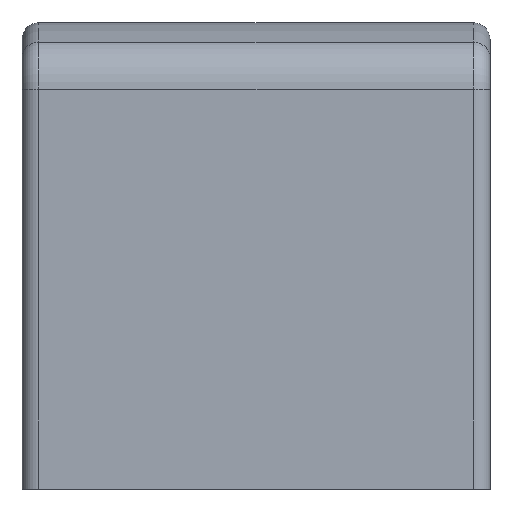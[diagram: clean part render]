
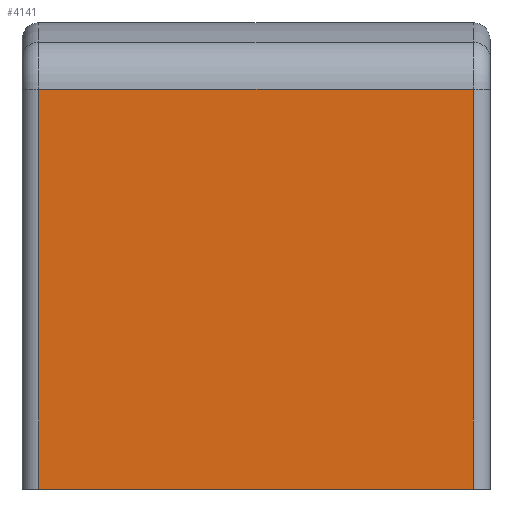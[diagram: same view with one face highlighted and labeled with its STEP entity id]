
A CAD part, left-side view. The second image highlights one B-rep face of the part: STEP entity #4141.
In plain terms, the highlighted planar face has unit normal (-1, 0, 0).
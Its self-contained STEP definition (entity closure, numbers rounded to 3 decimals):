
#4114=AXIS2_PLACEMENT_3D('Plane Axis2P3D',#4111,#4112,#4113) ;
#2853=CARTESIAN_POINT('Vertex',(0.,13.55,12.008)) ;
#2856=CARTESIAN_POINT('Line Origine',(0.,0.,12.008)) ;
#2860=CARTESIAN_POINT('Vertex',(0.,0.5,12.008)) ;
#4111=CARTESIAN_POINT('Axis2P3D Location',(0.,0.,0.)) ;
#4116=CARTESIAN_POINT('Line Origine',(0.,13.55,6.004)) ;
#4120=CARTESIAN_POINT('Vertex',(0.,13.55,0.)) ;
#4123=CARTESIAN_POINT('Line Origine',(0.,7.025,0.)) ;
#4127=CARTESIAN_POINT('Vertex',(0.,0.5,0.)) ;
#4130=CARTESIAN_POINT('Line Origine',(0.,0.5,6.004)) ;
#2857=DIRECTION('Vector Direction',(0.,1.,0.)) ;
#4112=DIRECTION('Axis2P3D Direction',(1.,0.,0.)) ;
#4113=DIRECTION('Axis2P3D XDirection',(0.,0.,1.)) ;
#4117=DIRECTION('Vector Direction',(0.,0.,-1.)) ;
#4124=DIRECTION('Vector Direction',(0.,1.,0.)) ;
#4131=DIRECTION('Vector Direction',(0.,0.,1.)) ;
#2858=VECTOR('Line Direction',#2857,1.) ;
#4118=VECTOR('Line Direction',#4117,1.) ;
#4125=VECTOR('Line Direction',#4124,1.) ;
#4132=VECTOR('Line Direction',#4131,1.) ;
#4136=ORIENTED_EDGE('',*,*,#2862,.T.) ;
#4137=ORIENTED_EDGE('',*,*,#4122,.T.) ;
#4138=ORIENTED_EDGE('',*,*,#4129,.F.) ;
#4139=ORIENTED_EDGE('',*,*,#4134,.T.) ;
#4141=ADVANCED_FACE('Hauptkoerper',(#4140),#4115,.F.) ;
#2862=EDGE_CURVE('',#2861,#2854,#2859,.T.) ;
#4122=EDGE_CURVE('',#2854,#4121,#4119,.T.) ;
#4129=EDGE_CURVE('',#4128,#4121,#4126,.T.) ;
#4134=EDGE_CURVE('',#4128,#2861,#4133,.T.) ;
#4135=EDGE_LOOP('',(#4136,#4137,#4138,#4139)) ;
#4140=FACE_OUTER_BOUND('',#4135,.T.) ;
#2859=LINE('Line',#2856,#2858) ;
#4119=LINE('Line',#4116,#4118) ;
#4126=LINE('Line',#4123,#4125) ;
#4133=LINE('Line',#4130,#4132) ;
#4115=PLANE('',#4114) ;
#2854=VERTEX_POINT('',#2853) ;
#2861=VERTEX_POINT('',#2860) ;
#4121=VERTEX_POINT('',#4120) ;
#4128=VERTEX_POINT('',#4127) ;
